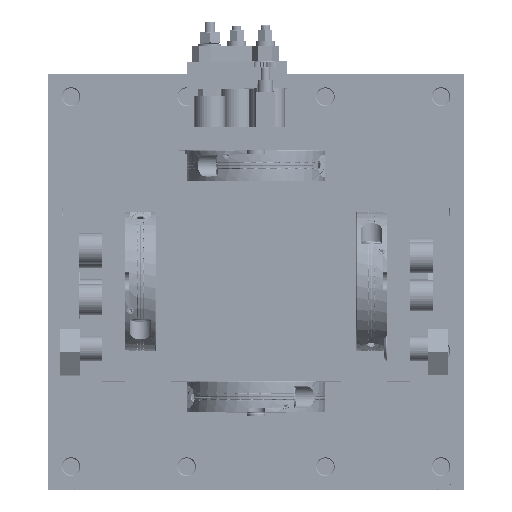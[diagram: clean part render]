
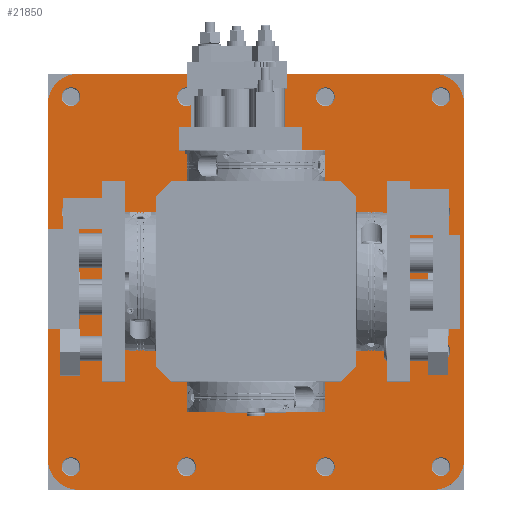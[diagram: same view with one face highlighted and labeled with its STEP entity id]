
A CAD part, top view. The second image highlights one B-rep face of the part: STEP entity #21850.
In plain terms, the highlighted planar face has unit normal (0, 0, 1).
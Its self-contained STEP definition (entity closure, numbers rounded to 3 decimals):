
#1098=FACE_BOUND('',#6985,.T.);
#1099=FACE_BOUND('',#6986,.T.);
#1100=FACE_BOUND('',#6987,.T.);
#1101=FACE_BOUND('',#6988,.T.);
#1102=FACE_BOUND('',#6989,.T.);
#1103=FACE_BOUND('',#6990,.T.);
#1104=FACE_BOUND('',#6991,.T.);
#1105=FACE_BOUND('',#6992,.T.);
#1106=FACE_BOUND('',#6993,.T.);
#1107=FACE_BOUND('',#6994,.T.);
#1108=FACE_BOUND('',#6995,.T.);
#1109=FACE_BOUND('',#6996,.T.);
#1110=FACE_BOUND('',#6997,.T.);
#2164=LINE('',#35326,#3790);
#2170=LINE('',#35339,#3796);
#2174=LINE('',#35348,#3800);
#2176=LINE('',#35353,#3802);
#2184=LINE('',#35367,#3810);
#2185=LINE('',#35371,#3811);
#2186=LINE('',#35375,#3812);
#2187=LINE('',#35379,#3813);
#2188=LINE('',#35381,#3814);
#2189=LINE('',#35382,#3815);
#2190=LINE('',#35383,#3816);
#2191=LINE('',#35384,#3817);
#3790=VECTOR('',#28134,1.);
#3796=VECTOR('',#28142,1.);
#3800=VECTOR('',#28148,1.);
#3802=VECTOR('',#28152,1.);
#3810=VECTOR('',#28164,1.);
#3811=VECTOR('',#28167,1.);
#3812=VECTOR('',#28170,1.);
#3813=VECTOR('',#28173,1.);
#3814=VECTOR('',#28176,1.);
#3815=VECTOR('',#28177,1.);
#3816=VECTOR('',#28178,1.);
#3817=VECTOR('',#28179,1.);
#5574=FACE_OUTER_BOUND('',#6984,.T.);
#6984=EDGE_LOOP('',(#16608,#16609,#16610,#16611,#16612,#16613,#16614,#16615));
#6985=EDGE_LOOP('',(#16616,#16617,#16618,#16619,#16620,#16621,#16622,#16623));
#6986=EDGE_LOOP('',(#16624));
#6987=EDGE_LOOP('',(#16625));
#6988=EDGE_LOOP('',(#16626));
#6989=EDGE_LOOP('',(#16627));
#6990=EDGE_LOOP('',(#16628));
#6991=EDGE_LOOP('',(#16629));
#6992=EDGE_LOOP('',(#16630));
#6993=EDGE_LOOP('',(#16631));
#6994=EDGE_LOOP('',(#16632));
#6995=EDGE_LOOP('',(#16633));
#6996=EDGE_LOOP('',(#16634));
#6997=EDGE_LOOP('',(#16635));
#8355=CIRCLE('',#24034,20.);
#8356=CIRCLE('',#24035,20.);
#8357=CIRCLE('',#24036,20.);
#8358=CIRCLE('',#24037,20.);
#8359=CIRCLE('',#24038,6.1);
#8360=CIRCLE('',#24039,6.1);
#8361=CIRCLE('',#24040,6.1);
#8362=CIRCLE('',#24041,6.1);
#8363=CIRCLE('',#24042,6.1);
#8364=CIRCLE('',#24043,6.1);
#8365=CIRCLE('',#24044,6.1);
#8366=CIRCLE('',#24045,6.1);
#8367=CIRCLE('',#24046,6.1);
#8368=CIRCLE('',#24047,6.1);
#8369=CIRCLE('',#24048,6.1);
#8370=CIRCLE('',#24049,6.1);
#9655=VERTEX_POINT('',#35324);
#9656=VERTEX_POINT('',#35325);
#9661=VERTEX_POINT('',#35336);
#9662=VERTEX_POINT('',#35338);
#9665=VERTEX_POINT('',#35345);
#9666=VERTEX_POINT('',#35347);
#9667=VERTEX_POINT('',#35351);
#9668=VERTEX_POINT('',#35352);
#9671=VERTEX_POINT('',#35365);
#9672=VERTEX_POINT('',#35366);
#9673=VERTEX_POINT('',#35368);
#9674=VERTEX_POINT('',#35370);
#9675=VERTEX_POINT('',#35372);
#9676=VERTEX_POINT('',#35374);
#9677=VERTEX_POINT('',#35376);
#9678=VERTEX_POINT('',#35378);
#9679=VERTEX_POINT('',#35385);
#9680=VERTEX_POINT('',#35387);
#9681=VERTEX_POINT('',#35389);
#9682=VERTEX_POINT('',#35391);
#9683=VERTEX_POINT('',#35393);
#9684=VERTEX_POINT('',#35395);
#9685=VERTEX_POINT('',#35397);
#9686=VERTEX_POINT('',#35399);
#9687=VERTEX_POINT('',#35401);
#9688=VERTEX_POINT('',#35403);
#9689=VERTEX_POINT('',#35405);
#9690=VERTEX_POINT('',#35407);
#12165=EDGE_CURVE('',#9655,#9656,#2164,.T.);
#12171=EDGE_CURVE('',#9661,#9662,#2170,.T.);
#12175=EDGE_CURVE('',#9665,#9666,#2174,.T.);
#12177=EDGE_CURVE('',#9667,#9668,#2176,.T.);
#12185=EDGE_CURVE('',#9671,#9672,#2184,.T.);
#12186=EDGE_CURVE('',#9672,#9673,#8355,.T.);
#12187=EDGE_CURVE('',#9673,#9674,#2185,.T.);
#12188=EDGE_CURVE('',#9674,#9675,#8356,.T.);
#12189=EDGE_CURVE('',#9675,#9676,#2186,.T.);
#12190=EDGE_CURVE('',#9676,#9677,#8357,.T.);
#12191=EDGE_CURVE('',#9677,#9678,#2187,.T.);
#12192=EDGE_CURVE('',#9678,#9671,#8358,.T.);
#12193=EDGE_CURVE('',#9655,#9668,#2188,.T.);
#12194=EDGE_CURVE('',#9667,#9666,#2189,.T.);
#12195=EDGE_CURVE('',#9665,#9662,#2190,.T.);
#12196=EDGE_CURVE('',#9661,#9656,#2191,.T.);
#12197=EDGE_CURVE('',#9679,#9679,#8359,.T.);
#12198=EDGE_CURVE('',#9680,#9680,#8360,.T.);
#12199=EDGE_CURVE('',#9681,#9681,#8361,.T.);
#12200=EDGE_CURVE('',#9682,#9682,#8362,.T.);
#12201=EDGE_CURVE('',#9683,#9683,#8363,.T.);
#12202=EDGE_CURVE('',#9684,#9684,#8364,.T.);
#12203=EDGE_CURVE('',#9685,#9685,#8365,.T.);
#12204=EDGE_CURVE('',#9686,#9686,#8366,.T.);
#12205=EDGE_CURVE('',#9687,#9687,#8367,.T.);
#12206=EDGE_CURVE('',#9688,#9688,#8368,.T.);
#12207=EDGE_CURVE('',#9689,#9689,#8369,.T.);
#12208=EDGE_CURVE('',#9690,#9690,#8370,.T.);
#16608=ORIENTED_EDGE('',*,*,#12185,.T.);
#16609=ORIENTED_EDGE('',*,*,#12186,.T.);
#16610=ORIENTED_EDGE('',*,*,#12187,.T.);
#16611=ORIENTED_EDGE('',*,*,#12188,.T.);
#16612=ORIENTED_EDGE('',*,*,#12189,.T.);
#16613=ORIENTED_EDGE('',*,*,#12190,.T.);
#16614=ORIENTED_EDGE('',*,*,#12191,.T.);
#16615=ORIENTED_EDGE('',*,*,#12192,.T.);
#16616=ORIENTED_EDGE('',*,*,#12165,.F.);
#16617=ORIENTED_EDGE('',*,*,#12193,.T.);
#16618=ORIENTED_EDGE('',*,*,#12177,.F.);
#16619=ORIENTED_EDGE('',*,*,#12194,.T.);
#16620=ORIENTED_EDGE('',*,*,#12175,.F.);
#16621=ORIENTED_EDGE('',*,*,#12195,.T.);
#16622=ORIENTED_EDGE('',*,*,#12171,.F.);
#16623=ORIENTED_EDGE('',*,*,#12196,.T.);
#16624=ORIENTED_EDGE('',*,*,#12197,.T.);
#16625=ORIENTED_EDGE('',*,*,#12198,.T.);
#16626=ORIENTED_EDGE('',*,*,#12199,.T.);
#16627=ORIENTED_EDGE('',*,*,#12200,.T.);
#16628=ORIENTED_EDGE('',*,*,#12201,.T.);
#16629=ORIENTED_EDGE('',*,*,#12202,.T.);
#16630=ORIENTED_EDGE('',*,*,#12203,.T.);
#16631=ORIENTED_EDGE('',*,*,#12204,.T.);
#16632=ORIENTED_EDGE('',*,*,#12205,.T.);
#16633=ORIENTED_EDGE('',*,*,#12206,.T.);
#16634=ORIENTED_EDGE('',*,*,#12207,.T.);
#16635=ORIENTED_EDGE('',*,*,#12208,.T.);
#20807=PLANE('',#24033);
#21850=ADVANCED_FACE('',(#5574,#1098,#1099,#1100,#1101,#1102,#1103,#1104,
#1105,#1106,#1107,#1108,#1109,#1110),#20807,.T.);
#24033=AXIS2_PLACEMENT_3D('',#35364,#28162,#28163);
#24034=AXIS2_PLACEMENT_3D('',#35369,#28165,#28166);
#24035=AXIS2_PLACEMENT_3D('',#35373,#28168,#28169);
#24036=AXIS2_PLACEMENT_3D('',#35377,#28171,#28172);
#24037=AXIS2_PLACEMENT_3D('',#35380,#28174,#28175);
#24038=AXIS2_PLACEMENT_3D('',#35386,#28180,#28181);
#24039=AXIS2_PLACEMENT_3D('',#35388,#28182,#28183);
#24040=AXIS2_PLACEMENT_3D('',#35390,#28184,#28185);
#24041=AXIS2_PLACEMENT_3D('',#35392,#28186,#28187);
#24042=AXIS2_PLACEMENT_3D('',#35394,#28188,#28189);
#24043=AXIS2_PLACEMENT_3D('',#35396,#28190,#28191);
#24044=AXIS2_PLACEMENT_3D('',#35398,#28192,#28193);
#24045=AXIS2_PLACEMENT_3D('',#35400,#28194,#28195);
#24046=AXIS2_PLACEMENT_3D('',#35402,#28196,#28197);
#24047=AXIS2_PLACEMENT_3D('',#35404,#28198,#28199);
#24048=AXIS2_PLACEMENT_3D('',#35406,#28200,#28201);
#24049=AXIS2_PLACEMENT_3D('',#35408,#28202,#28203);
#28134=DIRECTION('',(0.,-1.,0.));
#28142=DIRECTION('',(1.,0.,0.));
#28148=DIRECTION('',(0.,1.,0.));
#28152=DIRECTION('',(-1.,0.,0.));
#28162=DIRECTION('center_axis',(0.,0.,1.));
#28163=DIRECTION('ref_axis',(1.,0.,0.));
#28164=DIRECTION('',(-1.,0.,0.));
#28165=DIRECTION('center_axis',(0.,0.,1.));
#28166=DIRECTION('ref_axis',(1.,0.,0.));
#28167=DIRECTION('',(0.,-1.,0.));
#28168=DIRECTION('center_axis',(0.,0.,1.));
#28169=DIRECTION('ref_axis',(1.,0.,0.));
#28170=DIRECTION('',(1.,0.,0.));
#28171=DIRECTION('center_axis',(0.,0.,1.));
#28172=DIRECTION('ref_axis',(1.,0.,0.));
#28173=DIRECTION('',(0.,1.,0.));
#28174=DIRECTION('center_axis',(0.,0.,1.));
#28175=DIRECTION('ref_axis',(1.,0.,0.));
#28176=DIRECTION('',(0.707,0.707,0.));
#28177=DIRECTION('',(0.707,-0.707,0.));
#28178=DIRECTION('',(-0.707,-0.707,0.));
#28179=DIRECTION('',(-0.707,0.707,0.));
#28180=DIRECTION('center_axis',(0.,0.,-1.));
#28181=DIRECTION('ref_axis',(1.,0.,0.));
#28182=DIRECTION('center_axis',(0.,0.,-1.));
#28183=DIRECTION('ref_axis',(1.,0.,0.));
#28184=DIRECTION('center_axis',(0.,0.,-1.));
#28185=DIRECTION('ref_axis',(1.,0.,0.));
#28186=DIRECTION('center_axis',(0.,0.,-1.));
#28187=DIRECTION('ref_axis',(1.,0.,0.));
#28188=DIRECTION('center_axis',(0.,0.,-1.));
#28189=DIRECTION('ref_axis',(1.,0.,0.));
#28190=DIRECTION('center_axis',(0.,0.,-1.));
#28191=DIRECTION('ref_axis',(1.,0.,0.));
#28192=DIRECTION('center_axis',(0.,0.,-1.));
#28193=DIRECTION('ref_axis',(1.,0.,0.));
#28194=DIRECTION('center_axis',(0.,0.,-1.));
#28195=DIRECTION('ref_axis',(1.,0.,0.));
#28196=DIRECTION('center_axis',(0.,0.,-1.));
#28197=DIRECTION('ref_axis',(1.,0.,0.));
#28198=DIRECTION('center_axis',(0.,0.,-1.));
#28199=DIRECTION('ref_axis',(1.,0.,0.));
#28200=DIRECTION('center_axis',(0.,0.,-1.));
#28201=DIRECTION('ref_axis',(1.,0.,0.));
#28202=DIRECTION('center_axis',(0.,0.,-1.));
#28203=DIRECTION('ref_axis',(1.,0.,0.));
#35324=CARTESIAN_POINT('',(-65.,55.,20.));
#35325=CARTESIAN_POINT('',(-65.,-55.,20.));
#35326=CARTESIAN_POINT('',(-65.,65.,20.));
#35336=CARTESIAN_POINT('',(-55.,-65.,20.));
#35338=CARTESIAN_POINT('',(55.,-65.,20.));
#35339=CARTESIAN_POINT('',(-65.,-65.,20.));
#35345=CARTESIAN_POINT('',(65.,-55.,20.));
#35347=CARTESIAN_POINT('',(65.,55.,20.));
#35348=CARTESIAN_POINT('',(65.,-65.,20.));
#35351=CARTESIAN_POINT('',(55.,65.,20.));
#35352=CARTESIAN_POINT('',(-55.,65.,20.));
#35353=CARTESIAN_POINT('',(65.,65.,20.));
#35364=CARTESIAN_POINT('Origin',(0.,0.,20.));
#35365=CARTESIAN_POINT('',(115.,135.,20.));
#35366=CARTESIAN_POINT('',(-115.,135.,20.));
#35367=CARTESIAN_POINT('',(135.,135.,20.));
#35368=CARTESIAN_POINT('',(-135.,115.,20.));
#35369=CARTESIAN_POINT('Origin',(-115.,115.,20.));
#35370=CARTESIAN_POINT('',(-135.,-115.,20.));
#35371=CARTESIAN_POINT('',(-135.,135.,20.));
#35372=CARTESIAN_POINT('',(-115.,-135.,20.));
#35373=CARTESIAN_POINT('Origin',(-115.,-115.,20.));
#35374=CARTESIAN_POINT('',(115.,-135.,20.));
#35375=CARTESIAN_POINT('',(-135.,-135.,20.));
#35376=CARTESIAN_POINT('',(135.,-115.,20.));
#35377=CARTESIAN_POINT('Origin',(115.,-115.,20.));
#35378=CARTESIAN_POINT('',(135.,115.,20.));
#35379=CARTESIAN_POINT('',(135.,-135.,20.));
#35380=CARTESIAN_POINT('Origin',(115.,115.,20.));
#35381=CARTESIAN_POINT('',(-65.,55.,20.));
#35382=CARTESIAN_POINT('',(55.,65.,20.));
#35383=CARTESIAN_POINT('',(65.,-55.,20.));
#35384=CARTESIAN_POINT('',(-55.,-65.,20.));
#35385=CARTESIAN_POINT('',(113.9,120.,20.));
#35386=CARTESIAN_POINT('Origin',(120.,120.,20.));
#35387=CARTESIAN_POINT('',(113.9,45.,20.));
#35388=CARTESIAN_POINT('Origin',(120.,45.,20.));
#35389=CARTESIAN_POINT('',(113.9,-45.,20.));
#35390=CARTESIAN_POINT('Origin',(120.,-45.,20.));
#35391=CARTESIAN_POINT('',(113.9,-120.,20.));
#35392=CARTESIAN_POINT('Origin',(120.,-120.,20.));
#35393=CARTESIAN_POINT('',(38.9,120.,20.));
#35394=CARTESIAN_POINT('Origin',(45.,120.,20.));
#35395=CARTESIAN_POINT('',(38.9,-120.,20.));
#35396=CARTESIAN_POINT('Origin',(45.,-120.,20.));
#35397=CARTESIAN_POINT('',(-51.1,120.,20.));
#35398=CARTESIAN_POINT('Origin',(-45.,120.,20.));
#35399=CARTESIAN_POINT('',(-51.1,-120.,20.));
#35400=CARTESIAN_POINT('Origin',(-45.,-120.,20.));
#35401=CARTESIAN_POINT('',(-126.1,120.,20.));
#35402=CARTESIAN_POINT('Origin',(-120.,120.,20.));
#35403=CARTESIAN_POINT('',(-126.1,45.,20.));
#35404=CARTESIAN_POINT('Origin',(-120.,45.,20.));
#35405=CARTESIAN_POINT('',(-126.1,-45.,20.));
#35406=CARTESIAN_POINT('Origin',(-120.,-45.,20.));
#35407=CARTESIAN_POINT('',(-126.1,-120.,20.));
#35408=CARTESIAN_POINT('Origin',(-120.,-120.,20.));
